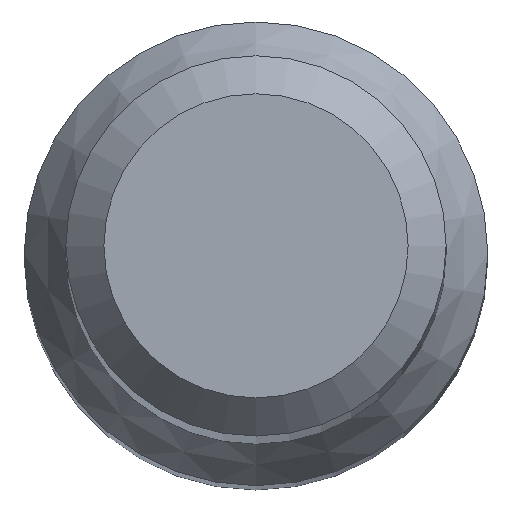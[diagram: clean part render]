
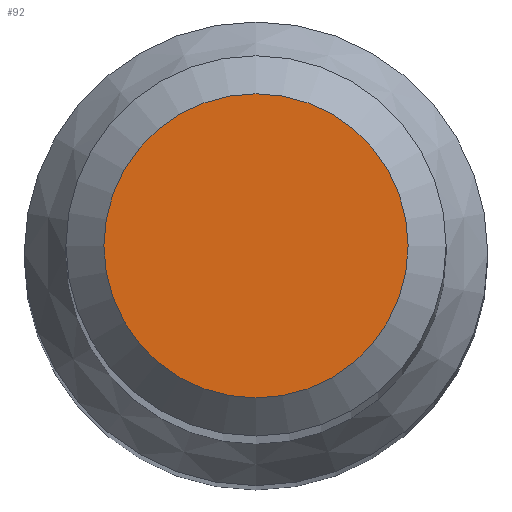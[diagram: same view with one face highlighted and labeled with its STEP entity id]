
A CAD part, top view. The second image highlights one B-rep face of the part: STEP entity #92.
In plain terms, the highlighted planar face has unit normal (0, 0, 1).
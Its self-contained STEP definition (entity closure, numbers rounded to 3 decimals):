
#24 = CARTESIAN_POINT ( 'NONE',  ( 0., 0., 56. ) ) ;
#27 = DIRECTION ( 'NONE',  ( 0., 1., 0. ) ) ;
#62 = CARTESIAN_POINT ( 'NONE',  ( 0., 0., 56. ) ) ;
#81 = VERTEX_POINT ( 'NONE', #142 ) ;
#92 = ADVANCED_FACE ( 'NONE', ( #100 ), #233, .F. ) ;
#95 = DIRECTION ( 'NONE',  ( 0., 1., 0. ) ) ;
#100 = FACE_OUTER_BOUND ( 'NONE', #151, .T. ) ;
#104 = ORIENTED_EDGE ( 'NONE', *, *, #200, .F. ) ;
#131 = AXIS2_PLACEMENT_3D ( 'NONE', #62, #162, #95 ) ;
#140 = AXIS2_PLACEMENT_3D ( 'NONE', #24, #194, #27 ) ;
#142 = CARTESIAN_POINT ( 'NONE',  ( 0., 1.2, 56. ) ) ;
#151 = EDGE_LOOP ( 'NONE', ( #104 ) ) ;
#162 = DIRECTION ( 'NONE',  ( 0., 0., -1. ) ) ;
#194 = DIRECTION ( 'NONE',  ( 0., 0., -1. ) ) ;
#200 = EDGE_CURVE ( 'NONE', #81, #81, #235, .T. ) ;
#233 = PLANE ( 'NONE',  #140 ) ;
#235 = CIRCLE ( 'NONE', #131, 1.2 ) ;
